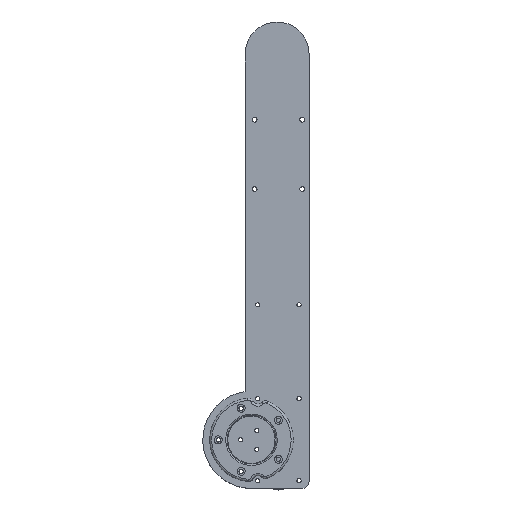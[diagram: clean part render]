
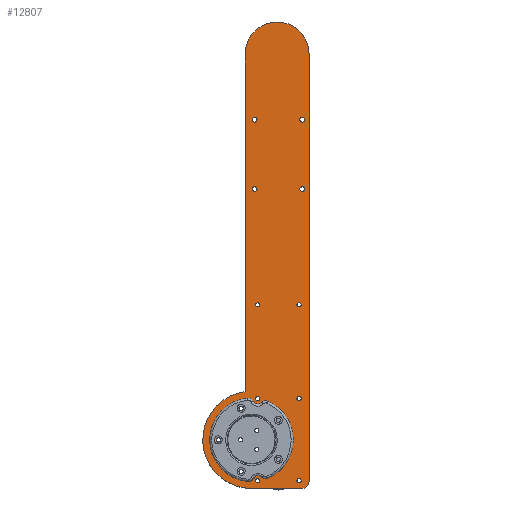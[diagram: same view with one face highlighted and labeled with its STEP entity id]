
A CAD part, top view. The second image highlights one B-rep face of the part: STEP entity #12807.
In plain terms, the highlighted planar face has unit normal (0, 0, 1).
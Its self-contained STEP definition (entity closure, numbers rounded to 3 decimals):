
#911=FACE_BOUND('',#2195,.T.);
#912=FACE_BOUND('',#2196,.T.);
#913=FACE_BOUND('',#2197,.T.);
#914=FACE_BOUND('',#2198,.T.);
#915=FACE_BOUND('',#2199,.T.);
#916=FACE_BOUND('',#2200,.T.);
#917=FACE_BOUND('',#2201,.T.);
#918=FACE_BOUND('',#2202,.T.);
#919=FACE_BOUND('',#2203,.T.);
#920=FACE_BOUND('',#2204,.T.);
#921=FACE_BOUND('',#2205,.T.);
#922=FACE_BOUND('',#2206,.T.);
#923=FACE_BOUND('',#2207,.T.);
#924=FACE_BOUND('',#2208,.T.);
#925=FACE_BOUND('',#2209,.T.);
#926=FACE_BOUND('',#2210,.T.);
#1119=PLANE('',#13867);
#1408=FACE_OUTER_BOUND('',#2194,.T.);
#2194=EDGE_LOOP('',(#8733,#8734,#8735,#8736,#8737,#8738));
#2195=EDGE_LOOP('',(#8739));
#2196=EDGE_LOOP('',(#8740));
#2197=EDGE_LOOP('',(#8741));
#2198=EDGE_LOOP('',(#8742));
#2199=EDGE_LOOP('',(#8743));
#2200=EDGE_LOOP('',(#8744));
#2201=EDGE_LOOP('',(#8745));
#2202=EDGE_LOOP('',(#8746));
#2203=EDGE_LOOP('',(#8747));
#2204=EDGE_LOOP('',(#8748));
#2205=EDGE_LOOP('',(#8749));
#2206=EDGE_LOOP('',(#8750));
#2207=EDGE_LOOP('',(#8751));
#2208=EDGE_LOOP('',(#8752));
#2209=EDGE_LOOP('',(#8753));
#2210=EDGE_LOOP('',(#8754));
#3189=LINE('',#18910,#4018);
#3190=LINE('',#18914,#4019);
#3191=LINE('',#18917,#4020);
#4018=VECTOR('',#15278,10.);
#4019=VECTOR('',#15281,10.);
#4020=VECTOR('',#15284,10.);
#4846=CIRCLE('',#13866,7.);
#4847=CIRCLE('',#13868,30.25);
#4848=CIRCLE('',#13869,46.);
#4849=CIRCLE('',#13870,2.1);
#4850=CIRCLE('',#13871,2.1);
#4851=CIRCLE('',#13872,2.1);
#4852=CIRCLE('',#13873,2.1);
#4853=CIRCLE('',#13874,2.1);
#4854=CIRCLE('',#13875,23.333);
#4855=CIRCLE('',#13876,2.25);
#4856=CIRCLE('',#13877,2.25);
#4857=CIRCLE('',#13878,2.25);
#4858=CIRCLE('',#13879,2.25);
#4859=CIRCLE('',#13880,2.);
#4860=CIRCLE('',#13881,2.);
#4861=CIRCLE('',#13882,2.);
#4862=CIRCLE('',#13883,2.);
#4863=CIRCLE('',#13884,2.);
#4864=CIRCLE('',#13885,2.);
#5537=VERTEX_POINT('',#18903);
#5538=VERTEX_POINT('',#18905);
#5539=VERTEX_POINT('',#18909);
#5540=VERTEX_POINT('',#18911);
#5541=VERTEX_POINT('',#18913);
#5542=VERTEX_POINT('',#18915);
#5543=VERTEX_POINT('',#18918);
#5544=VERTEX_POINT('',#18920);
#5545=VERTEX_POINT('',#18922);
#5546=VERTEX_POINT('',#18924);
#5547=VERTEX_POINT('',#18926);
#5548=VERTEX_POINT('',#18928);
#5549=VERTEX_POINT('',#18930);
#5550=VERTEX_POINT('',#18932);
#5551=VERTEX_POINT('',#18934);
#5552=VERTEX_POINT('',#18936);
#5553=VERTEX_POINT('',#18938);
#5554=VERTEX_POINT('',#18940);
#5555=VERTEX_POINT('',#18942);
#5556=VERTEX_POINT('',#18944);
#5557=VERTEX_POINT('',#18946);
#5558=VERTEX_POINT('',#18948);
#6820=EDGE_CURVE('',#5537,#5538,#4846,.T.);
#6822=EDGE_CURVE('',#5537,#5539,#3189,.T.);
#6823=EDGE_CURVE('',#5539,#5540,#4847,.T.);
#6824=EDGE_CURVE('',#5540,#5541,#3190,.T.);
#6825=EDGE_CURVE('',#5541,#5542,#4848,.T.);
#6826=EDGE_CURVE('',#5542,#5538,#3191,.T.);
#6827=EDGE_CURVE('',#5543,#5543,#4849,.T.);
#6828=EDGE_CURVE('',#5544,#5544,#4850,.T.);
#6829=EDGE_CURVE('',#5545,#5545,#4851,.T.);
#6830=EDGE_CURVE('',#5546,#5546,#4852,.T.);
#6831=EDGE_CURVE('',#5547,#5547,#4853,.T.);
#6832=EDGE_CURVE('',#5548,#5548,#4854,.T.);
#6833=EDGE_CURVE('',#5549,#5549,#4855,.T.);
#6834=EDGE_CURVE('',#5550,#5550,#4856,.T.);
#6835=EDGE_CURVE('',#5551,#5551,#4857,.T.);
#6836=EDGE_CURVE('',#5552,#5552,#4858,.T.);
#6837=EDGE_CURVE('',#5553,#5553,#4859,.T.);
#6838=EDGE_CURVE('',#5554,#5554,#4860,.T.);
#6839=EDGE_CURVE('',#5555,#5555,#4861,.T.);
#6840=EDGE_CURVE('',#5556,#5556,#4862,.T.);
#6841=EDGE_CURVE('',#5557,#5557,#4863,.T.);
#6842=EDGE_CURVE('',#5558,#5558,#4864,.T.);
#8733=ORIENTED_EDGE('',*,*,#6820,.F.);
#8734=ORIENTED_EDGE('',*,*,#6822,.T.);
#8735=ORIENTED_EDGE('',*,*,#6823,.T.);
#8736=ORIENTED_EDGE('',*,*,#6824,.T.);
#8737=ORIENTED_EDGE('',*,*,#6825,.T.);
#8738=ORIENTED_EDGE('',*,*,#6826,.T.);
#8739=ORIENTED_EDGE('',*,*,#6827,.T.);
#8740=ORIENTED_EDGE('',*,*,#6828,.T.);
#8741=ORIENTED_EDGE('',*,*,#6829,.T.);
#8742=ORIENTED_EDGE('',*,*,#6830,.T.);
#8743=ORIENTED_EDGE('',*,*,#6831,.T.);
#8744=ORIENTED_EDGE('',*,*,#6832,.T.);
#8745=ORIENTED_EDGE('',*,*,#6833,.T.);
#8746=ORIENTED_EDGE('',*,*,#6834,.T.);
#8747=ORIENTED_EDGE('',*,*,#6835,.T.);
#8748=ORIENTED_EDGE('',*,*,#6836,.T.);
#8749=ORIENTED_EDGE('',*,*,#6837,.T.);
#8750=ORIENTED_EDGE('',*,*,#6838,.T.);
#8751=ORIENTED_EDGE('',*,*,#6839,.T.);
#8752=ORIENTED_EDGE('',*,*,#6840,.T.);
#8753=ORIENTED_EDGE('',*,*,#6841,.T.);
#8754=ORIENTED_EDGE('',*,*,#6842,.T.);
#12807=ADVANCED_FACE('',(#1408,#911,#912,#913,#914,#915,#916,#917,#918,
#919,#920,#921,#922,#923,#924,#925,#926),#1119,.T.);
#13866=AXIS2_PLACEMENT_3D('',#18906,#15273,#15274);
#13867=AXIS2_PLACEMENT_3D('',#18908,#15276,#15277);
#13868=AXIS2_PLACEMENT_3D('',#18912,#15279,#15280);
#13869=AXIS2_PLACEMENT_3D('',#18916,#15282,#15283);
#13870=AXIS2_PLACEMENT_3D('',#18919,#15285,#15286);
#13871=AXIS2_PLACEMENT_3D('',#18921,#15287,#15288);
#13872=AXIS2_PLACEMENT_3D('',#18923,#15289,#15290);
#13873=AXIS2_PLACEMENT_3D('',#18925,#15291,#15292);
#13874=AXIS2_PLACEMENT_3D('',#18927,#15293,#15294);
#13875=AXIS2_PLACEMENT_3D('',#18929,#15295,#15296);
#13876=AXIS2_PLACEMENT_3D('',#18931,#15297,#15298);
#13877=AXIS2_PLACEMENT_3D('',#18933,#15299,#15300);
#13878=AXIS2_PLACEMENT_3D('',#18935,#15301,#15302);
#13879=AXIS2_PLACEMENT_3D('',#18937,#15303,#15304);
#13880=AXIS2_PLACEMENT_3D('',#18939,#15305,#15306);
#13881=AXIS2_PLACEMENT_3D('',#18941,#15307,#15308);
#13882=AXIS2_PLACEMENT_3D('',#18943,#15309,#15310);
#13883=AXIS2_PLACEMENT_3D('',#18945,#15311,#15312);
#13884=AXIS2_PLACEMENT_3D('',#18947,#15313,#15314);
#13885=AXIS2_PLACEMENT_3D('',#18949,#15315,#15316);
#15273=DIRECTION('center_axis',(0.,0.,-1.));
#15274=DIRECTION('ref_axis',(0.707,-0.707,0.));
#15276=DIRECTION('center_axis',(0.,0.,1.));
#15277=DIRECTION('ref_axis',(1.,0.,0.));
#15278=DIRECTION('',(0.,1.,0.));
#15279=DIRECTION('center_axis',(0.,0.,1.));
#15280=DIRECTION('ref_axis',(1.,0.,0.));
#15281=DIRECTION('',(0.,-1.,0.));
#15282=DIRECTION('center_axis',(0.,0.,1.));
#15283=DIRECTION('ref_axis',(0.132,0.991,0.));
#15284=DIRECTION('',(1.,0.,0.));
#15285=DIRECTION('center_axis',(0.,0.,-1.));
#15286=DIRECTION('ref_axis',(1.,0.,0.));
#15287=DIRECTION('center_axis',(0.,0.,-1.));
#15288=DIRECTION('ref_axis',(1.,0.,0.));
#15289=DIRECTION('center_axis',(0.,0.,-1.));
#15290=DIRECTION('ref_axis',(1.,0.,0.));
#15291=DIRECTION('center_axis',(0.,0.,-1.));
#15292=DIRECTION('ref_axis',(1.,0.,0.));
#15293=DIRECTION('center_axis',(0.,0.,-1.));
#15294=DIRECTION('ref_axis',(1.,0.,0.));
#15295=DIRECTION('center_axis',(0.,0.,-1.));
#15296=DIRECTION('ref_axis',(-1.,0.,0.));
#15297=DIRECTION('center_axis',(0.,0.,-1.));
#15298=DIRECTION('ref_axis',(-1.,0.,0.));
#15299=DIRECTION('center_axis',(0.,0.,-1.));
#15300=DIRECTION('ref_axis',(-1.,0.,0.));
#15301=DIRECTION('center_axis',(0.,0.,-1.));
#15302=DIRECTION('ref_axis',(1.,0.,0.));
#15303=DIRECTION('center_axis',(0.,0.,-1.));
#15304=DIRECTION('ref_axis',(1.,0.,0.));
#15305=DIRECTION('center_axis',(0.,0.,-1.));
#15306=DIRECTION('ref_axis',(-1.,0.,0.));
#15307=DIRECTION('center_axis',(0.,0.,-1.));
#15308=DIRECTION('ref_axis',(-1.,0.,0.));
#15309=DIRECTION('center_axis',(0.,0.,-1.));
#15310=DIRECTION('ref_axis',(-1.,0.,0.));
#15311=DIRECTION('center_axis',(0.,0.,-1.));
#15312=DIRECTION('ref_axis',(-1.,0.,0.));
#15313=DIRECTION('center_axis',(0.,0.,-1.));
#15314=DIRECTION('ref_axis',(-1.,0.,0.));
#15315=DIRECTION('center_axis',(0.,0.,-1.));
#15316=DIRECTION('ref_axis',(-1.,0.,0.));
#18903=CARTESIAN_POINT('',(6.,-8.,3.));
#18905=CARTESIAN_POINT('',(-1.,-15.,3.));
#18906=CARTESIAN_POINT('Origin',(-1.,-8.,3.));
#18908=CARTESIAN_POINT('Origin',(-47.25,31.,3.));
#18909=CARTESIAN_POINT('',(6.,395.915,3.));
#18910=CARTESIAN_POINT('',(6.,333.773,3.));
#18911=CARTESIAN_POINT('',(-54.5,395.915,3.));
#18912=CARTESIAN_POINT('Origin',(-24.25,395.915,3.));
#18913=CARTESIAN_POINT('',(-54.5,76.607,3.));
#18914=CARTESIAN_POINT('',(-54.5,395.915,3.));
#18915=CARTESIAN_POINT('',(-48.5,-15.,3.));
#18916=CARTESIAN_POINT('Origin',(-48.5,31.,3.));
#18917=CARTESIAN_POINT('',(-48.5,-15.,3.));
#18918=CARTESIAN_POINT('',(-60.308,1.121,3.));
#18919=CARTESIAN_POINT('Origin',(-58.208,1.121,3.));
#18920=CARTESIAN_POINT('',(-82.017,31.,3.));
#18921=CARTESIAN_POINT('Origin',(-79.917,31.,3.));
#18922=CARTESIAN_POINT('',(-25.183,12.534,3.));
#18923=CARTESIAN_POINT('Origin',(-23.083,12.534,3.));
#18924=CARTESIAN_POINT('',(-60.308,60.879,3.));
#18925=CARTESIAN_POINT('Origin',(-58.208,60.879,3.));
#18926=CARTESIAN_POINT('',(-25.183,49.466,3.));
#18927=CARTESIAN_POINT('Origin',(-23.083,49.466,3.));
#18928=CARTESIAN_POINT('',(-25.167,31.,3.));
#18929=CARTESIAN_POINT('Origin',(-48.5,31.,3.));
#18930=CARTESIAN_POINT('',(1.75,268.162,3.));
#18931=CARTESIAN_POINT('Origin',(-0.5,268.162,3.));
#18932=CARTESIAN_POINT('',(1.75,333.773,3.));
#18933=CARTESIAN_POINT('Origin',(-0.5,333.773,3.));
#18934=CARTESIAN_POINT('',(-47.75,333.773,3.));
#18935=CARTESIAN_POINT('Origin',(-45.5,333.773,3.));
#18936=CARTESIAN_POINT('',(-47.75,268.162,3.));
#18937=CARTESIAN_POINT('Origin',(-45.5,268.162,3.));
#18938=CARTESIAN_POINT('',(-1.5,158.674,3.));
#18939=CARTESIAN_POINT('Origin',(-3.5,158.674,3.));
#18940=CARTESIAN_POINT('',(-40.5,-7.7,3.));
#18941=CARTESIAN_POINT('Origin',(-42.5,-7.7,3.));
#18942=CARTESIAN_POINT('',(-40.5,69.94,3.));
#18943=CARTESIAN_POINT('Origin',(-42.5,69.94,3.));
#18944=CARTESIAN_POINT('',(-40.5,158.674,3.));
#18945=CARTESIAN_POINT('Origin',(-42.5,158.674,3.));
#18946=CARTESIAN_POINT('',(-1.5,-7.7,3.));
#18947=CARTESIAN_POINT('Origin',(-3.5,-7.7,3.));
#18948=CARTESIAN_POINT('',(-1.5,69.94,3.));
#18949=CARTESIAN_POINT('Origin',(-3.5,69.94,3.));
